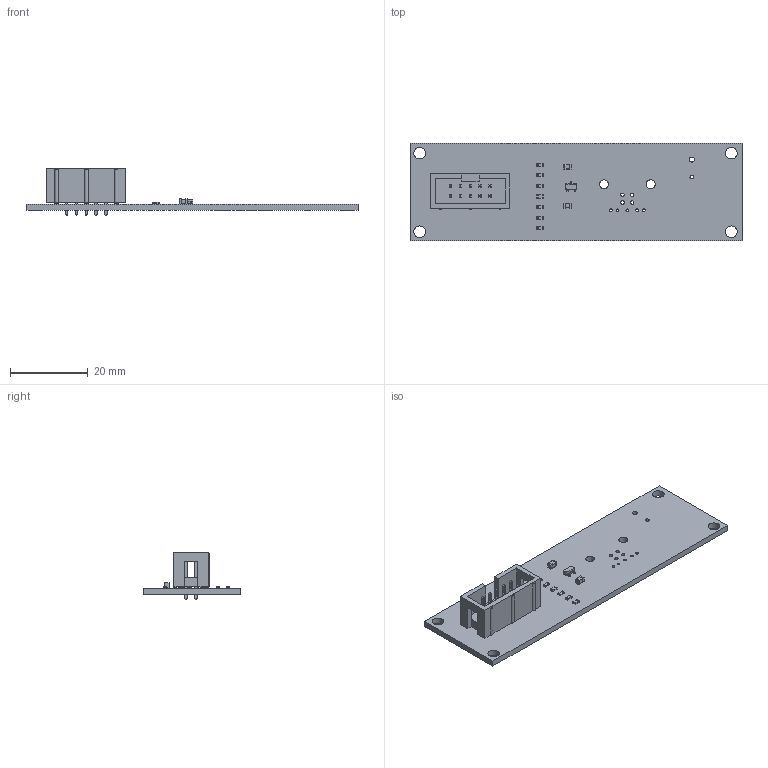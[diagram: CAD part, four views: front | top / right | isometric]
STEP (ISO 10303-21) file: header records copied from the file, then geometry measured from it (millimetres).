
FILE_DESCRIPTION(('KiCad electronic assembly'),'2;1');
FILE_NAME('psx mister.step','2025-06-26T21:30:56',('Pcbnew'),('Kicad'), 'Open CASCADE STEP processor 7.7','KiCad to STEP converter','Unknown' );
FILE_SCHEMA(('AUTOMOTIVE_DESIGN { 1 0 10303 214 1 1 1 1 }'));
Length unit declared in the file: millimetre
Products named in the file (10): psx mister 1; SOT-23-3; R_0603_1608Metric; C_0805_2012Metric; IDC-Header_2x05_P2.54mm_Vertical; IDC_Header_2x05_P254mm_Vertical; psx mister_PCB
Assembly tree (16 placements, depth 3):
  psx mister 1
    SOT-23-3
      SOT-23-3
    R_0603_1608Metric  x7
      R_0603_1608Metric
    C_0805_2012Metric  x2
      C_0805_2012Metric
    IDC-Header_2x05_P2.54mm_Vertical
      IDC_Header_2x05_P254mm_Vertical
    psx mister_PCB
Bounding box: 85.5 x 25 x 12.1 mm (x, y, z)
Volume: 4146.8 mm3; surface area: 6136.4 mm2
Topology: 12 solids, 12 shells, 562 faces, 1406 edges, 895 vertices
Faces by surface type: plane 418, cylinder 128, bspline 16
Full cylindrical faces by diameter (mm): 0.7 x5, 0.9 x4, 1 x17, 1.3 x1, 2.3 x2, 3 x4
Entity records: 13637 total; most frequent: CARTESIAN_POINT 1976, ORIENTED_EDGE 1852, DIRECTION 1803, EDGE_CURVE 926, LINE 759, VECTOR 759, VERTEX_POINT 583, AXIS2_PLACEMENT_3D 522
